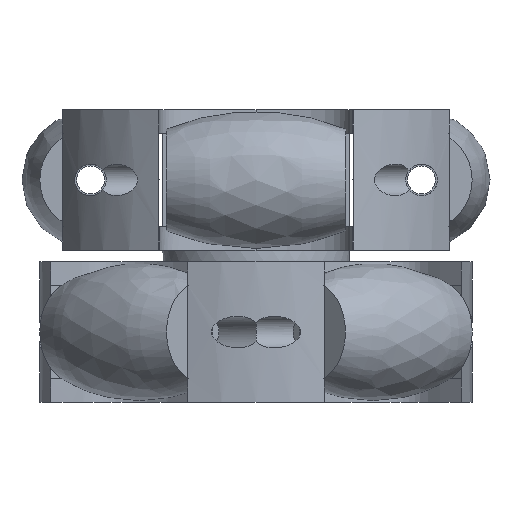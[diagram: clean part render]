
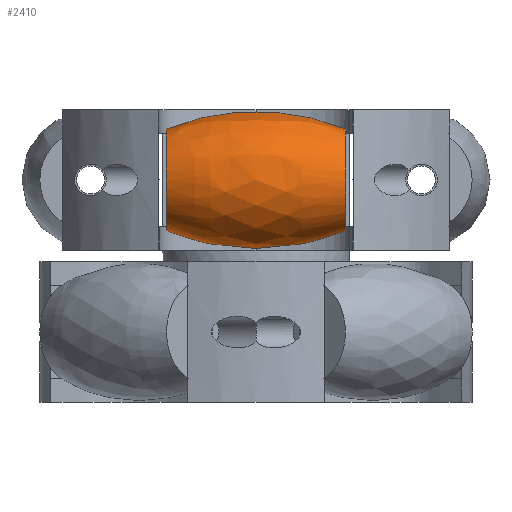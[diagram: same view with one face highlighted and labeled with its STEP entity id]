
A CAD part, left-side view. The second image highlights one B-rep face of the part: STEP entity #2410.
In plain terms, the highlighted free-form (B-spline) face has degree [2, 2] with [3, 9] control points.
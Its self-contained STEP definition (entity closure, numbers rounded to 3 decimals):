
#144=(
BOUNDED_SURFACE()
B_SPLINE_SURFACE(2,2,((#3392,#3393,#3394,#3395,#3396,#3397,#3398,#3399,
#3400),(#3401,#3402,#3403,#3404,#3405,#3406,#3407,#3408,#3409),(#3410,#3411,
#3412,#3413,#3414,#3415,#3416,#3417,#3418)),.UNSPECIFIED.,.F.,.T.,.F.)
B_SPLINE_SURFACE_WITH_KNOTS((3,3),(3,2,2,2,3),(-0.393,0.393),
(-3.142,-1.571,0.,1.571,3.142),
 .UNSPECIFIED.)
GEOMETRIC_REPRESENTATION_ITEM()
RATIONAL_B_SPLINE_SURFACE(((1.,0.707,1.,0.707,1.,
0.707,1.,0.707,1.),(0.924,0.653,
0.924,0.653,0.924,0.653,0.924,
0.653,0.924),(1.,0.707,1.,0.707,
1.,0.707,1.,0.707,1.)))
REPRESENTATION_ITEM('')
SURFACE()
);
#298=FACE_OUTER_BOUND('',#442,.T.);
#442=EDGE_LOOP('',(#1652,#1653,#1654,#1655));
#969=CIRCLE('',#2579,2.166);
#970=CIRCLE('',#2580,2.166);
#971=CIRCLE('',#2581,10.);
#1051=VERTEX_POINT('',#3390);
#1052=VERTEX_POINT('',#3419);
#1275=EDGE_CURVE('',#1051,#1051,#969,.T.);
#1276=EDGE_CURVE('',#1052,#1052,#970,.T.);
#1277=EDGE_CURVE('',#1052,#1051,#971,.T.);
#1652=ORIENTED_EDGE('',*,*,#1276,.F.);
#1653=ORIENTED_EDGE('',*,*,#1277,.T.);
#1654=ORIENTED_EDGE('',*,*,#1275,.T.);
#1655=ORIENTED_EDGE('',*,*,#1277,.F.);
#2410=ADVANCED_FACE('',(#298),#144,.F.);
#2579=AXIS2_PLACEMENT_3D('',#3391,#2795,#2796);
#2580=AXIS2_PLACEMENT_3D('',#3420,#2797,#2798);
#2581=AXIS2_PLACEMENT_3D('',#3421,#2799,#2800);
#2795=DIRECTION('center_axis',(0.,1.,0.));
#2796=DIRECTION('ref_axis',(0.,0.,-1.));
#2797=DIRECTION('center_axis',(0.,1.,0.));
#2798=DIRECTION('ref_axis',(0.,0.,-1.));
#2799=DIRECTION('center_axis',(1.,0.,0.));
#2800=DIRECTION('ref_axis',(0.,0.,1.));
#3390=CARTESIAN_POINT('',(-7.071,-3.831,2.166));
#3391=CARTESIAN_POINT('Origin',(-7.071,-3.831,0.));
#3392=CARTESIAN_POINT('Ctrl Pts',(-7.071,-3.831,2.166));
#3393=CARTESIAN_POINT('Ctrl Pts',(-4.905,-3.831,2.166));
#3394=CARTESIAN_POINT('Ctrl Pts',(-4.905,-3.831,0.));
#3395=CARTESIAN_POINT('Ctrl Pts',(-4.905,-3.831,-2.166));
#3396=CARTESIAN_POINT('Ctrl Pts',(-7.071,-3.831,-2.166));
#3397=CARTESIAN_POINT('Ctrl Pts',(-9.237,-3.831,-2.166));
#3398=CARTESIAN_POINT('Ctrl Pts',(-9.237,-3.831,0.));
#3399=CARTESIAN_POINT('Ctrl Pts',(-9.237,-3.831,2.166));
#3400=CARTESIAN_POINT('Ctrl Pts',(-7.071,-3.831,2.166));
#3401=CARTESIAN_POINT('Ctrl Pts',(-7.071,0.,
3.755));
#3402=CARTESIAN_POINT('Ctrl Pts',(-3.316,0.,
3.755));
#3403=CARTESIAN_POINT('Ctrl Pts',(-3.316,0.,
0.));
#3404=CARTESIAN_POINT('Ctrl Pts',(-3.316,0.,
-3.755));
#3405=CARTESIAN_POINT('Ctrl Pts',(-7.071,0.,
-3.755));
#3406=CARTESIAN_POINT('Ctrl Pts',(-10.826,0.,
-3.755));
#3407=CARTESIAN_POINT('Ctrl Pts',(-10.826,0.,
0.));
#3408=CARTESIAN_POINT('Ctrl Pts',(-10.826,0.,
3.755));
#3409=CARTESIAN_POINT('Ctrl Pts',(-7.071,0.,
3.755));
#3410=CARTESIAN_POINT('Ctrl Pts',(-7.071,3.831,2.166));
#3411=CARTESIAN_POINT('Ctrl Pts',(-4.905,3.831,2.166));
#3412=CARTESIAN_POINT('Ctrl Pts',(-4.905,3.831,0.));
#3413=CARTESIAN_POINT('Ctrl Pts',(-4.905,3.831,-2.166));
#3414=CARTESIAN_POINT('Ctrl Pts',(-7.071,3.831,-2.166));
#3415=CARTESIAN_POINT('Ctrl Pts',(-9.237,3.831,-2.166));
#3416=CARTESIAN_POINT('Ctrl Pts',(-9.237,3.831,0.));
#3417=CARTESIAN_POINT('Ctrl Pts',(-9.237,3.831,2.166));
#3418=CARTESIAN_POINT('Ctrl Pts',(-7.071,3.831,2.166));
#3419=CARTESIAN_POINT('',(-7.071,3.831,2.166));
#3420=CARTESIAN_POINT('Origin',(-7.071,3.831,0.));
#3421=CARTESIAN_POINT('Origin',(-7.071,0.,
-7.071));
